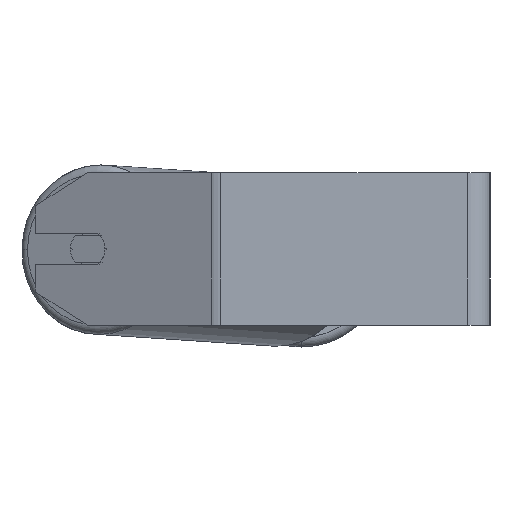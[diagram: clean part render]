
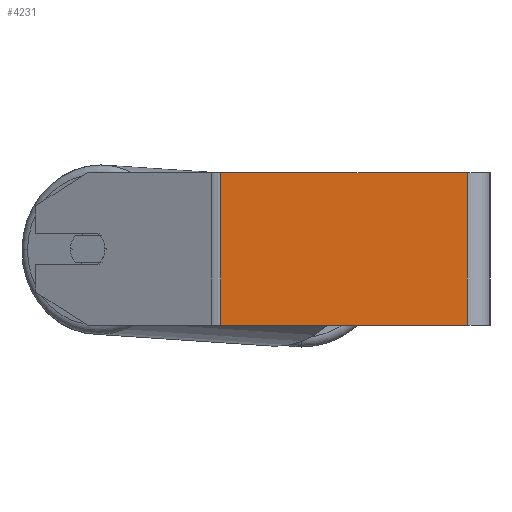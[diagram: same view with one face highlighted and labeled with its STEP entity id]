
A CAD part, left-side view. The second image highlights one B-rep face of the part: STEP entity #4231.
In plain terms, the highlighted planar face has unit normal (-1, 0, 0).
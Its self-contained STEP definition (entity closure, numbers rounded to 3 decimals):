
#44 = LINE ( 'NONE', #6902, #6569 ) ;
#180 = DIRECTION ( 'NONE',  ( 1., 0., 0. ) ) ;
#572 = EDGE_CURVE ( 'NONE', #3001, #3610, #4319, .T. ) ;
#736 = EDGE_LOOP ( 'NONE', ( #833, #6192, #4972, #7342 ) ) ;
#833 = ORIENTED_EDGE ( 'NONE', *, *, #3048, .T. ) ;
#967 = DIRECTION ( 'NONE',  ( 0., -1., 0. ) ) ;
#1524 = DIRECTION ( 'NONE',  ( 0., -1., 0. ) ) ;
#1655 = CARTESIAN_POINT ( 'NONE',  ( -400., 141.215, 40. ) ) ;
#1696 = LINE ( 'NONE', #1655, #4844 ) ;
#2292 = VERTEX_POINT ( 'NONE', #4871 ) ;
#2333 = LINE ( 'NONE', #6238, #3559 ) ;
#2875 = DIRECTION ( 'NONE',  ( 0., 0., -1. ) ) ;
#3001 = VERTEX_POINT ( 'NONE', #3187 ) ;
#3048 = EDGE_CURVE ( 'NONE', #2292, #3610, #2333, .T. ) ;
#3187 = CARTESIAN_POINT ( 'NONE',  ( -400., 12., 40. ) ) ;
#3559 = VECTOR ( 'NONE', #967, 1000. ) ;
#3610 = VERTEX_POINT ( 'NONE', #8567 ) ;
#3690 = CARTESIAN_POINT ( 'NONE',  ( -400., 12., 40. ) ) ;
#4136 = AXIS2_PLACEMENT_3D ( 'NONE', #8415, #180, #2875 ) ;
#4231 = ADVANCED_FACE ( 'NONE', ( #6419 ), #6239, .F. ) ;
#4319 = LINE ( 'NONE', #3690, #7489 ) ;
#4844 = VECTOR ( 'NONE', #7611, 1000. ) ;
#4871 = CARTESIAN_POINT ( 'NONE',  ( -400., 141.215, -40. ) ) ;
#4972 = ORIENTED_EDGE ( 'NONE', *, *, #7071, .F. ) ;
#5509 = CARTESIAN_POINT ( 'NONE',  ( -400., 141.215, 40. ) ) ;
#5715 = EDGE_CURVE ( 'NONE', #7435, #2292, #1696, .T. ) ;
#6192 = ORIENTED_EDGE ( 'NONE', *, *, #572, .F. ) ;
#6238 = CARTESIAN_POINT ( 'NONE',  ( -400., 143.875, -40. ) ) ;
#6239 = PLANE ( 'NONE',  #4136 ) ;
#6419 = FACE_OUTER_BOUND ( 'NONE', #736, .T. ) ;
#6569 = VECTOR ( 'NONE', #1524, 1000. ) ;
#6902 = CARTESIAN_POINT ( 'NONE',  ( -400., 143.875, 40. ) ) ;
#7071 = EDGE_CURVE ( 'NONE', #7435, #3001, #44, .T. ) ;
#7342 = ORIENTED_EDGE ( 'NONE', *, *, #5715, .T. ) ;
#7435 = VERTEX_POINT ( 'NONE', #5509 ) ;
#7489 = VECTOR ( 'NONE', #7857, 1000. ) ;
#7611 = DIRECTION ( 'NONE',  ( 0., 0., -1. ) ) ;
#7857 = DIRECTION ( 'NONE',  ( 0., 0., -1. ) ) ;
#8415 = CARTESIAN_POINT ( 'NONE',  ( -400., 143.875, 40. ) ) ;
#8567 = CARTESIAN_POINT ( 'NONE',  ( -400., 12., -40. ) ) ;
